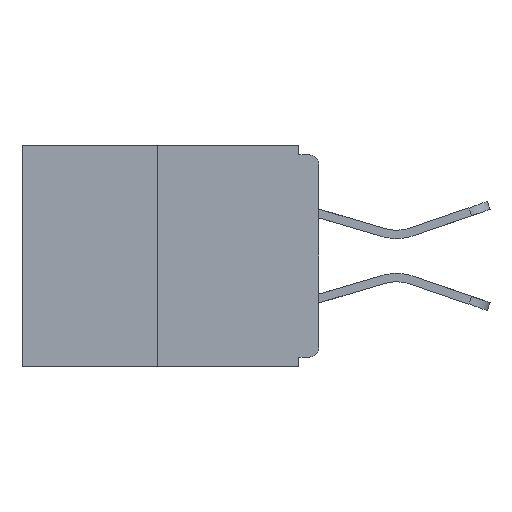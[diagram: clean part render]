
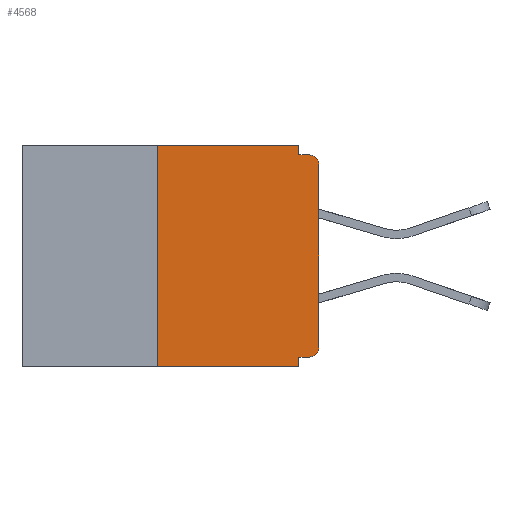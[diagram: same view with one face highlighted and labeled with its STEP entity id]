
A CAD part, left-side view. The second image highlights one B-rep face of the part: STEP entity #4568.
In plain terms, the highlighted planar face has unit normal (-1, 0, 0).
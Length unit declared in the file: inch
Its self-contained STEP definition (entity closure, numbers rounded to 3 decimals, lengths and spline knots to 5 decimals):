
#216 = ORIENTED_EDGE ( 'NONE', *, *, #10869, .F. ) ;
#435 = DIRECTION ( 'NONE',  ( 0., 0., 1. ) ) ;
#730 = CIRCLE ( 'NONE', #2396, 0.015 ) ;
#998 = EDGE_CURVE ( 'NONE', #4849, #9016, #5454, .T. ) ;
#1159 = LINE ( 'NONE', #11784, #2024 ) ;
#1252 = VECTOR ( 'NONE', #9022, 39.37008 ) ;
#1559 = DIRECTION ( 'NONE',  ( 0., 0., -1. ) ) ;
#1692 = DIRECTION ( 'NONE',  ( -1., 0., 0. ) ) ;
#1819 = VECTOR ( 'NONE', #10752, 39.37008 ) ;
#2024 = VECTOR ( 'NONE', #11985, 39.37008 ) ;
#2064 = AXIS2_PLACEMENT_3D ( 'NONE', #6704, #1692, #1559 ) ;
#2090 = VERTEX_POINT ( 'NONE', #5945 ) ;
#2396 = AXIS2_PLACEMENT_3D ( 'NONE', #8930, #3150, #12151 ) ;
#3011 = EDGE_CURVE ( 'NONE', #6357, #12333, #1159, .T. ) ;
#3150 = DIRECTION ( 'NONE',  ( -1., 0., 0. ) ) ;
#3196 = VECTOR ( 'NONE', #6116, 39.37008 ) ;
#3368 = VERTEX_POINT ( 'NONE', #7072 ) ;
#3657 = DIRECTION ( 'NONE',  ( 0., 0., -1. ) ) ;
#3731 = CARTESIAN_POINT ( 'NONE',  ( 0., 0.46, 0. ) ) ;
#3896 = DIRECTION ( 'NONE',  ( 1., 0., 0. ) ) ;
#4040 = ORIENTED_EDGE ( 'NONE', *, *, #11045, .F. ) ;
#4330 = ORIENTED_EDGE ( 'NONE', *, *, #9842, .T. ) ;
#4371 = ORIENTED_EDGE ( 'NONE', *, *, #10903, .T. ) ;
#4566 = ORIENTED_EDGE ( 'NONE', *, *, #6443, .F. ) ;
#4568 = ADVANCED_FACE ( 'NONE', ( #8892 ), #8700, .F. ) ;
#4849 = VERTEX_POINT ( 'NONE', #10568 ) ;
#4993 = CARTESIAN_POINT ( 'NONE',  ( 0., 0.46, 0. ) ) ;
#5303 = EDGE_CURVE ( 'NONE', #9016, #9674, #12667, .T. ) ;
#5379 = VERTEX_POINT ( 'NONE', #7104 ) ;
#5454 = LINE ( 'NONE', #12633, #5719 ) ;
#5469 = AXIS2_PLACEMENT_3D ( 'NONE', #4993, #3896, #8828 ) ;
#5542 = DIRECTION ( 'NONE',  ( 0., -1., 0. ) ) ;
#5688 = CARTESIAN_POINT ( 'NONE',  ( 0., 0., 0. ) ) ;
#5719 = VECTOR ( 'NONE', #435, 39.37008 ) ;
#5786 = CARTESIAN_POINT ( 'NONE',  ( 0., 0., -0.313 ) ) ;
#5802 = CARTESIAN_POINT ( 'NONE',  ( 0., 0.015, -0.328 ) ) ;
#5945 = CARTESIAN_POINT ( 'NONE',  ( 0., 0.031, -0.015 ) ) ;
#6116 = DIRECTION ( 'NONE',  ( 0., -1., 0. ) ) ;
#6357 = VERTEX_POINT ( 'NONE', #5802 ) ;
#6443 = EDGE_CURVE ( 'NONE', #2090, #5379, #8590, .T. ) ;
#6690 = ORIENTED_EDGE ( 'NONE', *, *, #9591, .T. ) ;
#6704 = CARTESIAN_POINT ( 'NONE',  ( 0., 0.015, -0.313 ) ) ;
#6763 = VERTEX_POINT ( 'NONE', #5786 ) ;
#7053 = CARTESIAN_POINT ( 'NONE',  ( 0., 0.031, 0. ) ) ;
#7072 = CARTESIAN_POINT ( 'NONE',  ( 0., 0., -0.03 ) ) ;
#7104 = CARTESIAN_POINT ( 'NONE',  ( 0., 0.015, -0.015 ) ) ;
#7482 = LINE ( 'NONE', #11466, #7698 ) ;
#7688 = CIRCLE ( 'NONE', #2064, 0.015 ) ;
#7698 = VECTOR ( 'NONE', #3657, 39.37008 ) ;
#7863 = CARTESIAN_POINT ( 'NONE',  ( 0., 0.46, -0.343 ) ) ;
#8194 = EDGE_CURVE ( 'NONE', #4849, #12683, #11057, .T. ) ;
#8590 = LINE ( 'NONE', #12602, #1819 ) ;
#8700 = PLANE ( 'NONE',  #5469 ) ;
#8828 = DIRECTION ( 'NONE',  ( 0., 0., -1. ) ) ;
#8892 = FACE_OUTER_BOUND ( 'NONE', #10262, .T. ) ;
#8930 = CARTESIAN_POINT ( 'NONE',  ( 0., 0.015, -0.03 ) ) ;
#9016 = VERTEX_POINT ( 'NONE', #10482 ) ;
#9022 = DIRECTION ( 'NONE',  ( 0., 0., -1. ) ) ;
#9121 = ORIENTED_EDGE ( 'NONE', *, *, #8194, .T. ) ;
#9591 = EDGE_CURVE ( 'NONE', #3368, #5379, #730, .T. ) ;
#9674 = VERTEX_POINT ( 'NONE', #7053 ) ;
#9716 = VECTOR ( 'NONE', #5542, 39.37008 ) ;
#9737 = ORIENTED_EDGE ( 'NONE', *, *, #5303, .F. ) ;
#9777 = LINE ( 'NONE', #5688, #12649 ) ;
#9842 = EDGE_CURVE ( 'NONE', #6763, #3368, #9777, .T. ) ;
#10078 = LINE ( 'NONE', #11849, #1252 ) ;
#10262 = EDGE_LOOP ( 'NONE', ( #9737, #10934, #9121, #4040, #11793, #4371, #4330, #6690, #4566, #216 ) ) ;
#10482 = CARTESIAN_POINT ( 'NONE',  ( 0., 0.25, 0. ) ) ;
#10562 = DIRECTION ( 'NONE',  ( 0., 0., 1. ) ) ;
#10568 = CARTESIAN_POINT ( 'NONE',  ( 0., 0.25, -0.343 ) ) ;
#10721 = CARTESIAN_POINT ( 'NONE',  ( 0., 0.031, -0.343 ) ) ;
#10752 = DIRECTION ( 'NONE',  ( 0., -1., 0. ) ) ;
#10869 = EDGE_CURVE ( 'NONE', #9674, #2090, #7482, .T. ) ;
#10903 = EDGE_CURVE ( 'NONE', #6357, #6763, #7688, .T. ) ;
#10934 = ORIENTED_EDGE ( 'NONE', *, *, #998, .F. ) ;
#10936 = CARTESIAN_POINT ( 'NONE',  ( 0., 0.031, -0.328 ) ) ;
#11045 = EDGE_CURVE ( 'NONE', #12333, #12683, #10078, .T. ) ;
#11057 = LINE ( 'NONE', #7863, #3196 ) ;
#11466 = CARTESIAN_POINT ( 'NONE',  ( 0., 0.031, 0. ) ) ;
#11784 = CARTESIAN_POINT ( 'NONE',  ( 0., 0., -0.328 ) ) ;
#11793 = ORIENTED_EDGE ( 'NONE', *, *, #3011, .F. ) ;
#11849 = CARTESIAN_POINT ( 'NONE',  ( 0., 0.031, -0.343 ) ) ;
#11985 = DIRECTION ( 'NONE',  ( 0., 1., 0. ) ) ;
#12151 = DIRECTION ( 'NONE',  ( 0., 0., -1. ) ) ;
#12333 = VERTEX_POINT ( 'NONE', #10936 ) ;
#12602 = CARTESIAN_POINT ( 'NONE',  ( 0., 0., -0.015 ) ) ;
#12633 = CARTESIAN_POINT ( 'NONE',  ( 0., 0.25, 0. ) ) ;
#12649 = VECTOR ( 'NONE', #10562, 39.37008 ) ;
#12667 = LINE ( 'NONE', #3731, #9716 ) ;
#12683 = VERTEX_POINT ( 'NONE', #10721 ) ;
